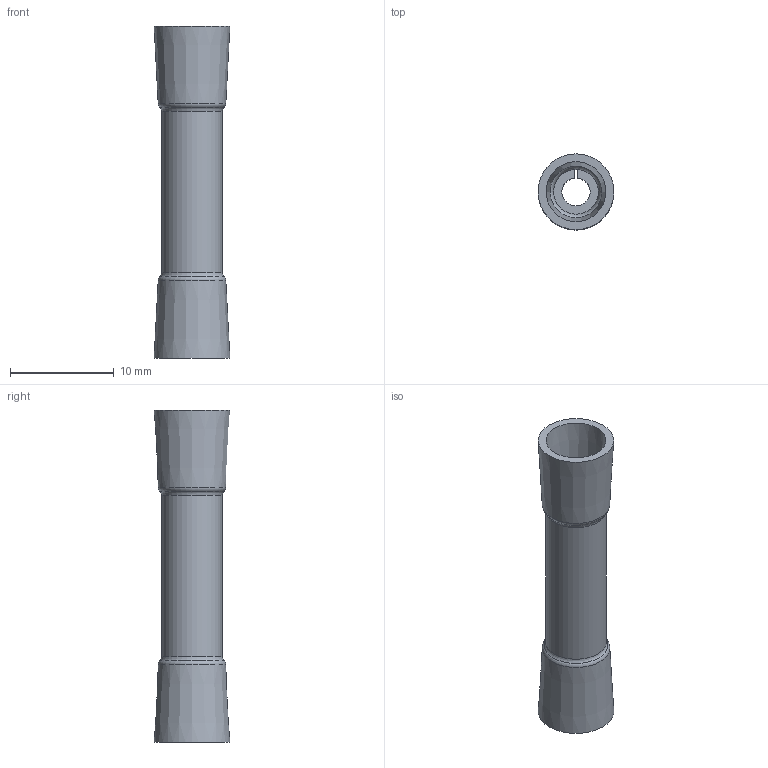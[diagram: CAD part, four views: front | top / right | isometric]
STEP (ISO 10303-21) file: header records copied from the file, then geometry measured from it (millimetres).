
FILE_DESCRIPTION(/* description */ (''),/* implementation_level */ '2;1');
FILE_NAME(/* name */ '16-14 double sided femal tube heat shrink.stp',/* time_stamp */ '2013-07-21T12:07:16-04:00',/* author */ ('Saville'),/* organization */ (''),/* preprocessor_version */ 'ST-DEVELOPER v15.2',/* originating_system */ 'Autodesk Inventor 2014',/* authorisation */ '');
FILE_SCHEMA (('AUTOMOTIVE_DESIGN { 1 0 10303 214 3 1 1 }'));
Length unit declared in the file: inch
Products named in the file (1): Part3
Bounding box: 7.32 x 7.32 x 32.05 mm (x, y, z)
Volume: 578.5 mm3; surface area: 1575.7 mm2
Topology: 2 solids, 2 shells, 20 faces, 42 edges, 26 vertices
Faces by surface type: torus 6, plane 6, cone 4, cylinder 4
Full cylindrical faces by diameter (mm): 4.318 x1, 5.842 x1
Entity records: 480 total; most frequent: DIRECTION 86, CARTESIAN_POINT 69, ORIENTED_EDGE 52, AXIS2_PLACEMENT_3D 39, EDGE_LOOP 34, EDGE_CURVE 26, VERTEX_POINT 22, ADVANCED_FACE 20
